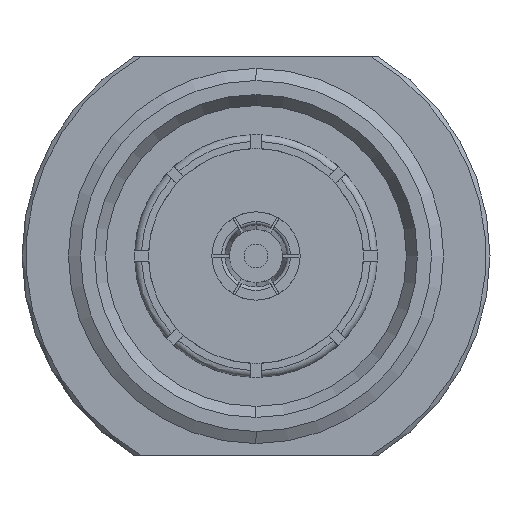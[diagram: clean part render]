
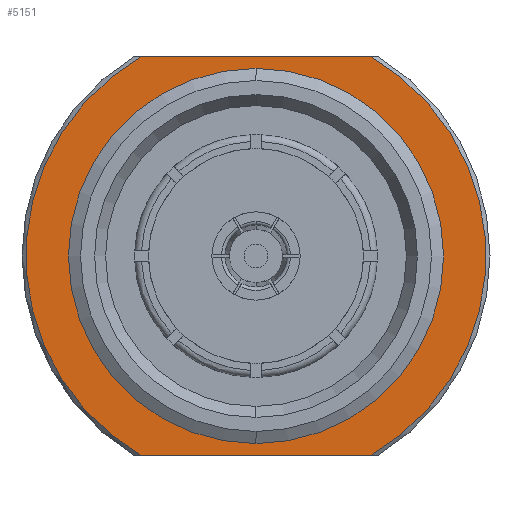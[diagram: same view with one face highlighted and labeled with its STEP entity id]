
A CAD part, left-side view. The second image highlights one B-rep face of the part: STEP entity #5151.
In plain terms, the highlighted planar face has unit normal (-1, 0, 0).
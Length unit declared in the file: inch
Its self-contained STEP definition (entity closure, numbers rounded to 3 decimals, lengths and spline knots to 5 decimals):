
#105 = EDGE_CURVE ( 'NONE', #8920, #9048, #7213, .T. ) ;
#331 = EDGE_CURVE ( 'NONE', #11887, #11597, #7517, .T. ) ;
#333 = EDGE_CURVE ( 'NONE', #11864, #11887, #7525, .T. ) ;
#334 = EDGE_CURVE ( 'NONE', #11597, #11638, #7527, .T. ) ;
#335 = EDGE_CURVE ( 'NONE', #9048, #8920, #7529, .T. ) ;
#695 = CARTESIAN_POINT ( 'NONE',  ( -0.0041, 0., 0. ) ) ;
#754 = DIRECTION ( 'NONE',  ( 0., 0., -1. ) ) ;
#831 = DIRECTION ( 'NONE',  ( 1., 0., 0. ) ) ;
#1165 = DIRECTION ( 'NONE',  ( 0., 0., -1. ) ) ;
#1172 = DIRECTION ( 'NONE',  ( 1., 0., 0. ) ) ;
#1178 = CARTESIAN_POINT ( 'NONE',  ( -0.0041, 0., 0. ) ) ;
#1741 = CARTESIAN_POINT ( 'NONE',  ( -0.0041, -0.33603, 0.589 ) ) ;
#1803 = CARTESIAN_POINT ( 'NONE',  ( -0.0041, 0.33603, 0.589 ) ) ;
#2001 = ORIENTED_EDGE ( 'NONE', *, *, #334, .F. ) ;
#2002 = ORIENTED_EDGE ( 'NONE', *, *, #11281, .F. ) ;
#2003 = ORIENTED_EDGE ( 'NONE', *, *, #105, .T. ) ;
#2004 = ORIENTED_EDGE ( 'NONE', *, *, #331, .F. ) ;
#2774 = AXIS2_PLACEMENT_3D ( 'NONE', #695, #831, #754 ) ;
#2870 = AXIS2_PLACEMENT_3D ( 'NONE', #5838, #5835, #5834 ) ;
#2871 = AXIS2_PLACEMENT_3D ( 'NONE', #5812, #5811, #5809 ) ;
#4276 = CARTESIAN_POINT ( 'NONE',  ( -0.0041, 0.33603, -0.589 ) ) ;
#4341 = CARTESIAN_POINT ( 'NONE',  ( -0.0041, -0.33603, -0.589 ) ) ;
#4384 = DIRECTION ( 'NONE',  ( 0., 0., 1. ) ) ;
#4388 = DIRECTION ( 'NONE',  ( -1., 0., 0. ) ) ;
#4393 = PLANE ( 'NONE',  #11001 ) ;
#4400 = CARTESIAN_POINT ( 'NONE',  ( -0.0041, 0., -0.67812 ) ) ;
#4681 = CIRCLE ( 'NONE', #7083, 0.67812 ) ;
#5151 = ADVANCED_FACE ( 'NONE', ( #10335, #10336 ), #4393, .T. ) ;
#5765 = ORIENTED_EDGE ( 'NONE', *, *, #333, .F. ) ;
#5809 = DIRECTION ( 'NONE',  ( 0., 0., -1. ) ) ;
#5811 = DIRECTION ( 'NONE',  ( 1., 0., 0. ) ) ;
#5812 = CARTESIAN_POINT ( 'NONE',  ( -0.0041, 0., 0. ) ) ;
#5821 = DIRECTION ( 'NONE',  ( 0., -1., 0. ) ) ;
#5824 = CARTESIAN_POINT ( 'NONE',  ( -0.0041, 0., 0.589 ) ) ;
#5826 = DIRECTION ( 'NONE',  ( 0., 1., 0. ) ) ;
#5830 = CARTESIAN_POINT ( 'NONE',  ( -0.0041, 0., -0.589 ) ) ;
#5834 = DIRECTION ( 'NONE',  ( 0., 0., -1. ) ) ;
#5835 = DIRECTION ( 'NONE',  ( 1., 0., 0. ) ) ;
#5838 = CARTESIAN_POINT ( 'NONE',  ( -0.0041, 0., 0. ) ) ;
#6521 = CARTESIAN_POINT ( 'NONE',  ( -0.0041, 0., -0.51737 ) ) ;
#6529 = CARTESIAN_POINT ( 'NONE',  ( -0.0041, 0., 0.51737 ) ) ;
#7083 = AXIS2_PLACEMENT_3D ( 'NONE', #1178, #1172, #1165 ) ;
#7213 = CIRCLE ( 'NONE', #2774, 0.51737 ) ;
#7517 = CIRCLE ( 'NONE', #2870, 0.67812 ) ;
#7523 = VECTOR ( 'NONE', #5826, 39.37008 ) ;
#7525 = LINE ( 'NONE', #5830, #7523 ) ;
#7527 = LINE ( 'NONE', #5824, #7530 ) ;
#7529 = CIRCLE ( 'NONE', #2871, 0.51737 ) ;
#7530 = VECTOR ( 'NONE', #5821, 39.37008 ) ;
#8920 = VERTEX_POINT ( 'NONE', #6521 ) ;
#9048 = VERTEX_POINT ( 'NONE', #6529 ) ;
#10335 = FACE_OUTER_BOUND ( 'NONE', #11855, .T. ) ;
#10336 = FACE_BOUND ( 'NONE', #11556, .T. ) ;
#11001 = AXIS2_PLACEMENT_3D ( 'NONE', #4400, #4388, #4384 ) ;
#11281 = EDGE_CURVE ( 'NONE', #11638, #11864, #4681, .T. ) ;
#11556 = EDGE_LOOP ( 'NONE', ( #2003, #11912 ) ) ;
#11597 = VERTEX_POINT ( 'NONE', #1803 ) ;
#11638 = VERTEX_POINT ( 'NONE', #1741 ) ;
#11855 = EDGE_LOOP ( 'NONE', ( #5765, #2002, #2001, #2004 ) ) ;
#11864 = VERTEX_POINT ( 'NONE', #4341 ) ;
#11887 = VERTEX_POINT ( 'NONE', #4276 ) ;
#11912 = ORIENTED_EDGE ( 'NONE', *, *, #335, .T. ) ;
